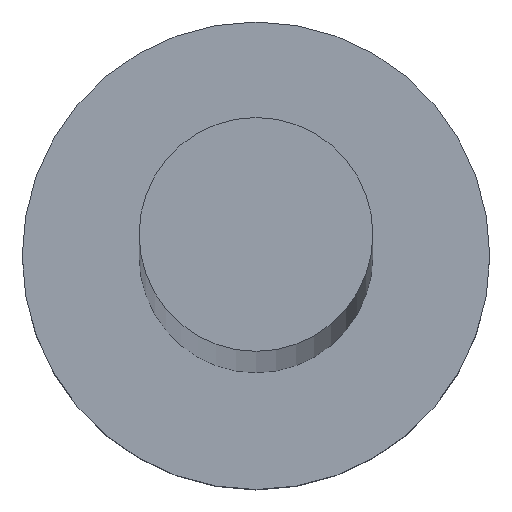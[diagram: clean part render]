
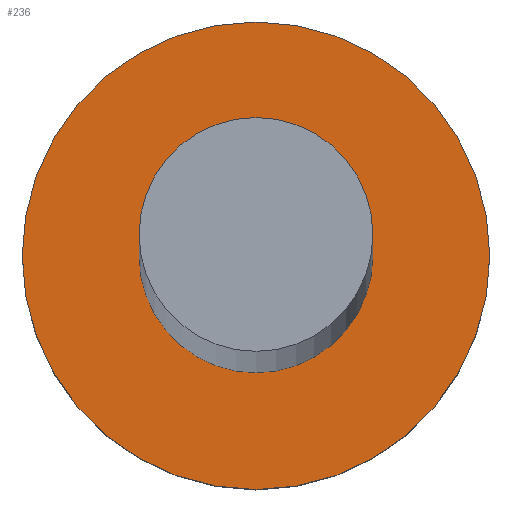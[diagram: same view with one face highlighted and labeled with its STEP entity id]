
A CAD part, top view. The second image highlights one B-rep face of the part: STEP entity #236.
In plain terms, the highlighted planar face has unit normal (0, 0, 1).
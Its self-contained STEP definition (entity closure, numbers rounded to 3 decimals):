
#5 = AXIS2_PLACEMENT_3D ( 'NONE', #162, #208, #60 ) ;
#10 = VERTEX_POINT ( 'NONE', #160 ) ;
#14 = EDGE_CURVE ( 'NONE', #197, #10, #119, .T. ) ;
#18 = ORIENTED_EDGE ( 'NONE', *, *, #20, .F. ) ;
#20 = EDGE_CURVE ( 'NONE', #10, #197, #220, .T. ) ;
#39 = DIRECTION ( 'NONE',  ( 1., 0., 0. ) ) ;
#46 = DIRECTION ( 'NONE',  ( 1., 0., 0. ) ) ;
#49 = DIRECTION ( 'NONE',  ( 1., 0., 0. ) ) ;
#60 = DIRECTION ( 'NONE',  ( 1., 0., 0. ) ) ;
#62 = AXIS2_PLACEMENT_3D ( 'NONE', #174, #74, #49 ) ;
#63 = PLANE ( 'NONE',  #164 ) ;
#65 = CARTESIAN_POINT ( 'NONE',  ( -3., 0., 3. ) ) ;
#70 = EDGE_LOOP ( 'NONE', ( #18, #133 ) ) ;
#74 = DIRECTION ( 'NONE',  ( 0., 0., 1. ) ) ;
#115 = VERTEX_POINT ( 'NONE', #65 ) ;
#119 = CIRCLE ( 'NONE', #154, 1.5 ) ;
#133 = ORIENTED_EDGE ( 'NONE', *, *, #14, .F. ) ;
#135 = ORIENTED_EDGE ( 'NONE', *, *, #196, .T. ) ;
#146 = CIRCLE ( 'NONE', #62, 3. ) ;
#147 = CARTESIAN_POINT ( 'NONE',  ( 0., 0., 3. ) ) ;
#151 = AXIS2_PLACEMENT_3D ( 'NONE', #205, #155, #203 ) ;
#154 = AXIS2_PLACEMENT_3D ( 'NONE', #254, #239, #39 ) ;
#155 = DIRECTION ( 'NONE',  ( 0., 0., 1. ) ) ;
#157 = CIRCLE ( 'NONE', #5, 3. ) ;
#160 = CARTESIAN_POINT ( 'NONE',  ( -1.5, 0., 3. ) ) ;
#162 = CARTESIAN_POINT ( 'NONE',  ( 0., 0., 3. ) ) ;
#164 = AXIS2_PLACEMENT_3D ( 'NONE', #147, #228, #46 ) ;
#174 = CARTESIAN_POINT ( 'NONE',  ( 0., 0., 3. ) ) ;
#175 = VERTEX_POINT ( 'NONE', #248 ) ;
#196 = EDGE_CURVE ( 'NONE', #115, #175, #157, .T. ) ;
#197 = VERTEX_POINT ( 'NONE', #244 ) ;
#203 = DIRECTION ( 'NONE',  ( 1., 0., 0. ) ) ;
#205 = CARTESIAN_POINT ( 'NONE',  ( 0., 0., 3. ) ) ;
#208 = DIRECTION ( 'NONE',  ( 0., 0., 1. ) ) ;
#216 = ORIENTED_EDGE ( 'NONE', *, *, #252, .T. ) ;
#217 = EDGE_LOOP ( 'NONE', ( #135, #216 ) ) ;
#220 = CIRCLE ( 'NONE', #151, 1.5 ) ;
#228 = DIRECTION ( 'NONE',  ( 0., 0., 1. ) ) ;
#236 = ADVANCED_FACE ( 'NONE', ( #247, #246 ), #63, .T. ) ;
#239 = DIRECTION ( 'NONE',  ( 0., 0., 1. ) ) ;
#244 = CARTESIAN_POINT ( 'NONE',  ( 1.5, 0., 3. ) ) ;
#246 = FACE_OUTER_BOUND ( 'NONE', #217, .T. ) ;
#247 = FACE_BOUND ( 'NONE', #70, .T. ) ;
#248 = CARTESIAN_POINT ( 'NONE',  ( 3., 0., 3. ) ) ;
#252 = EDGE_CURVE ( 'NONE', #175, #115, #146, .T. ) ;
#254 = CARTESIAN_POINT ( 'NONE',  ( 0., 0., 3. ) ) ;
